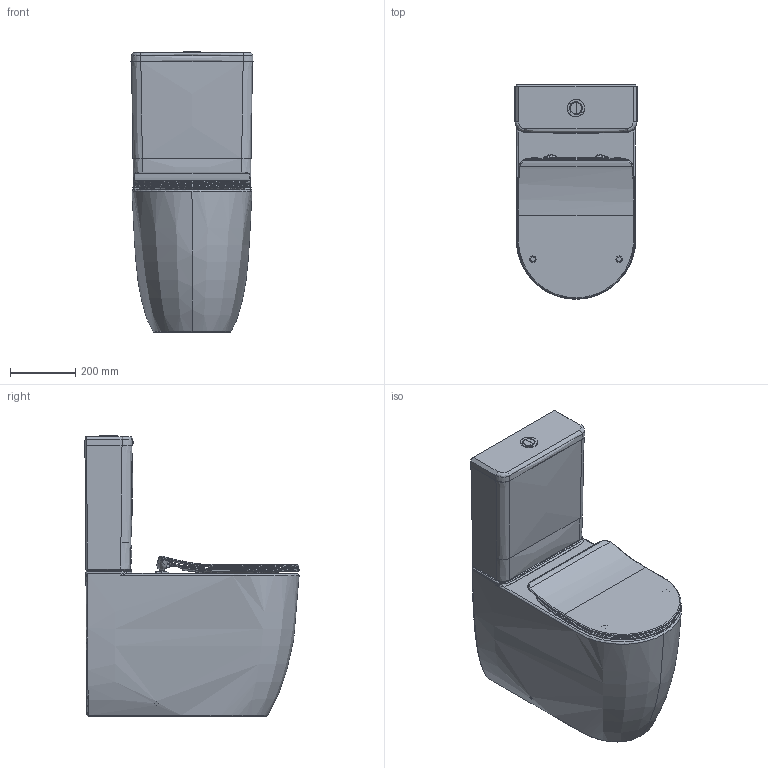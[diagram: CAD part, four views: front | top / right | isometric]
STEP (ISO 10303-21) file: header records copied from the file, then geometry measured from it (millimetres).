
FILE_DESCRIPTION(/* description */ (''),/* implementation_level */ '2;1');
FILE_NAME(/* name */ 'STEP - 1832701',/* time_stamp */ '2025-07-17T15:46:41+10:00',/* author */ (''),/* organization */ (''),/* preprocessor_version */ 'ST-DEVELOPER v16.5',/* originating_system */ 'Rhino 7.37',/* authorisation */ '');
FILE_SCHEMA (('AUTOMOTIVE_DESIGN'));
Products named in the file (17): Document; Kado lussi Back inlet toilet suites 349A_v4; 349_ASM5; GAI3; SHUIXIANG4; ZUOT12; STEP - U134S-H17P11T01_1832607; U134-H17_ASM_ASM15; U134-H17P11_ASM_2_ASM14; U134-A_46; U134-B-GG_18; 1P125_410; H17_ASM_3_ASM13; 1U100-DUAN_14; 1P106-A_212; 1P325-0-00-01_12
Assembly tree (20 placements, depth 7):
  Document
    Kado lussi Back inlet toilet suites 349A_v4
      349_ASM5
        GAI3
        SHUIXIANG4
        ZUOT12
    STEP - U134S-H17P11T01_1832607
      Document
        U134-H17_ASM_ASM15
          U134-H17P11_ASM_2_ASM14
            U134-A_46
            U134-B-GG_18
            1P125_410  x2
            H17_ASM_3_ASM13
              1U100-DUAN_14
              1P106-A_212
            1P325-0-00-01_12  x4
Bounding box: 373.2 x 654.79 x 857.5 mm (x, y, z)
Volume: 24225912.9 mm3; surface area: 3960729 mm2
Topology: 22 solids, 23 shells, 2062 faces, 5360 edges, 3370 vertices
Faces by surface type: bspline 1143, cylinder 473, plane 446
Full cylindrical faces by diameter (mm): 8 x2, 37.5 x1, 40 x1
Entity records: 117129 total; most frequent: CARTESIAN_POINT 90743, ORIENTED_EDGE 8435, EDGE_CURVE 4220, B_SPLINE_CURVE_WITH_KNOTS 3074, VERTEX_POINT 2619, EDGE_LOOP 1776, ADVANCED_FACE 1685, FACE_OUTER_BOUND 1685
